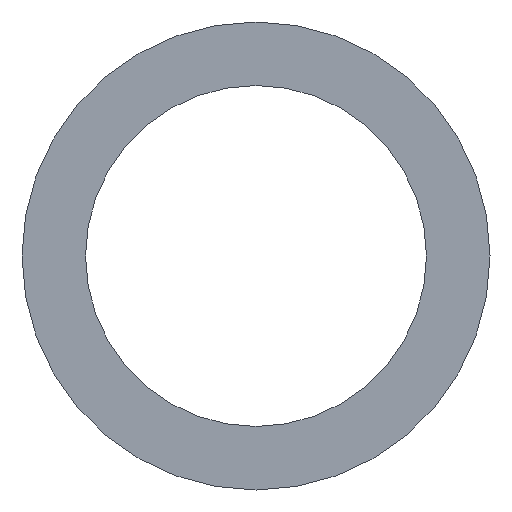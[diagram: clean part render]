
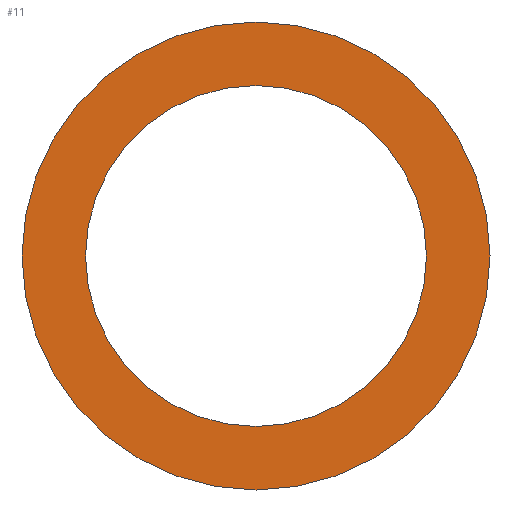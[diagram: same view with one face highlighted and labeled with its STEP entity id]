
A CAD part, front view. The second image highlights one B-rep face of the part: STEP entity #11.
In plain terms, the highlighted planar face has unit normal (0, -1, 0).
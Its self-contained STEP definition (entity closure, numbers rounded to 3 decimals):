
#7 = ORIENTED_EDGE ( 'NONE', *, *, #17, .F. ) ;
#8 = ORIENTED_EDGE ( 'NONE', *, *, #41, .T. ) ;
#11 = ADVANCED_FACE ( 'NONE', ( #78, #92 ), #97, .F. ) ;
#12 = ORIENTED_EDGE ( 'NONE', *, *, #57, .T. ) ;
#13 = ORIENTED_EDGE ( 'NONE', *, *, #32, .F. ) ;
#14 = EDGE_LOOP ( 'NONE', ( #8, #12 ) ) ;
#17 = EDGE_CURVE ( 'NONE', #35, #31, #94, .T. ) ;
#18 = EDGE_LOOP ( 'NONE', ( #13, #7 ) ) ;
#22 = VERTEX_POINT ( 'NONE', #86 ) ;
#31 = VERTEX_POINT ( 'NONE', #124 ) ;
#32 = EDGE_CURVE ( 'NONE', #31, #35, #136, .T. ) ;
#35 = VERTEX_POINT ( 'NONE', #132 ) ;
#41 = EDGE_CURVE ( 'NONE', #49, #22, #113, .T. ) ;
#49 = VERTEX_POINT ( 'NONE', #141 ) ;
#53 = AXIS2_PLACEMENT_3D ( 'NONE', #63, #62, #59 ) ;
#57 = EDGE_CURVE ( 'NONE', #22, #49, #139, .T. ) ;
#59 = DIRECTION ( 'NONE',  ( 0., 0., 1. ) ) ;
#62 = DIRECTION ( 'NONE',  ( 0., 1., 0. ) ) ;
#63 = CARTESIAN_POINT ( 'NONE',  ( 0., 0., 0. ) ) ;
#78 = FACE_OUTER_BOUND ( 'NONE', #18, .T. ) ;
#81 = DIRECTION ( 'NONE',  ( 0., 0., 1. ) ) ;
#82 = DIRECTION ( 'NONE',  ( 0., 1., 0. ) ) ;
#83 = CARTESIAN_POINT ( 'NONE',  ( 0., 0., 0. ) ) ;
#84 = AXIS2_PLACEMENT_3D ( 'NONE', #83, #82, #81 ) ;
#86 = CARTESIAN_POINT ( 'NONE',  ( 0., 0., -5.1 ) ) ;
#91 = AXIS2_PLACEMENT_3D ( 'NONE', #99, #98, #100 ) ;
#92 = FACE_BOUND ( 'NONE', #14, .T. ) ;
#94 = CIRCLE ( 'NONE', #84, 7. ) ;
#97 = PLANE ( 'NONE',  #91 ) ;
#98 = DIRECTION ( 'NONE',  ( 0., 1., 0. ) ) ;
#99 = CARTESIAN_POINT ( 'NONE',  ( 5.1, 0., 0. ) ) ;
#100 = DIRECTION ( 'NONE',  ( 0., 0., 1. ) ) ;
#109 = DIRECTION ( 'NONE',  ( 0., 0., 1. ) ) ;
#110 = DIRECTION ( 'NONE',  ( 0., 1., 0. ) ) ;
#111 = CARTESIAN_POINT ( 'NONE',  ( 0., 0., 0. ) ) ;
#112 = AXIS2_PLACEMENT_3D ( 'NONE', #111, #110, #109 ) ;
#113 = CIRCLE ( 'NONE', #112, 5.1 ) ;
#123 = CARTESIAN_POINT ( 'NONE',  ( 0., 0., 0. ) ) ;
#124 = CARTESIAN_POINT ( 'NONE',  ( 0., 0., 7. ) ) ;
#132 = CARTESIAN_POINT ( 'NONE',  ( 0., 0., -7. ) ) ;
#133 = DIRECTION ( 'NONE',  ( 0., 0., 1. ) ) ;
#134 = DIRECTION ( 'NONE',  ( 0., 1., 0. ) ) ;
#135 = AXIS2_PLACEMENT_3D ( 'NONE', #123, #134, #133 ) ;
#136 = CIRCLE ( 'NONE', #135, 7. ) ;
#139 = CIRCLE ( 'NONE', #53, 5.1 ) ;
#141 = CARTESIAN_POINT ( 'NONE',  ( 0., 0., 5.1 ) ) ;
